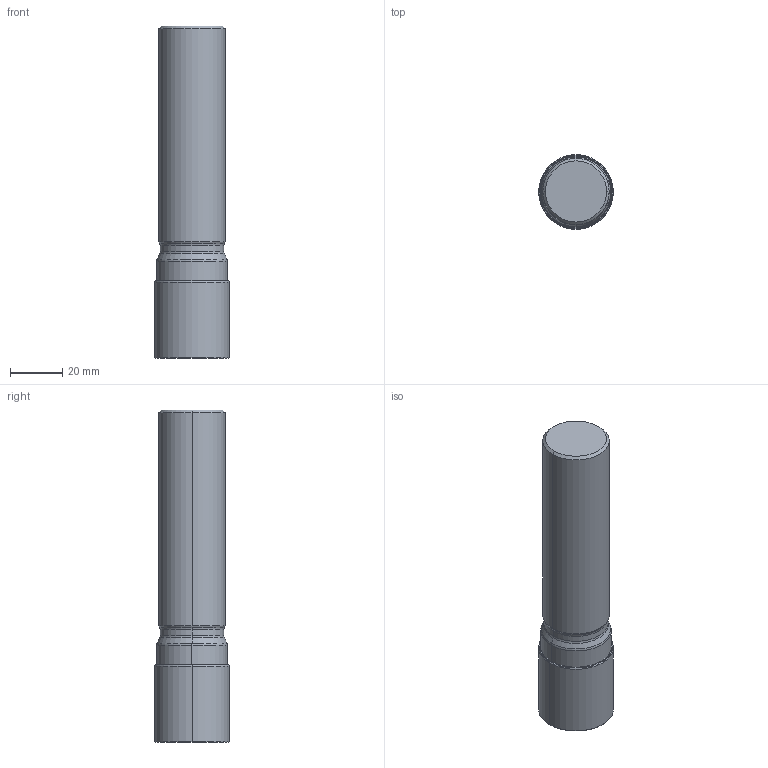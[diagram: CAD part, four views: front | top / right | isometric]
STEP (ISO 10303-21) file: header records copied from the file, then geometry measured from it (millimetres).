
FILE_DESCRIPTION(/* description */ (''),/* implementation_level */ '2;1');
FILE_NAME(/* name */ 'VPX200UR182FA16S1108_IR0_008.stp',/* time_stamp */ '2021-06-22T11:11:44+09:00',/* author */ (''),/* organization */ (''),/* preprocessor_version */ 'ST-DEVELOPER v16',/* originating_system */ 'SIEMENS PLM Software NX 10.0',/* authorisation */ '');
FILE_SCHEMA (('AUTOMOTIVE_DESIGN { 1 0 10303 214 3 1 1 1 }'));
Length unit declared in the file: millimetre
Products named in the file (1): VPX200UR182FA16S1108_IR0_008_ASM
Bounding box: 28.57 x 28.57 x 127 mm (x, y, z)
Volume: 74795.1 mm3; surface area: 16281.3 mm2
Topology: 2 solids, 2 shells, 75 faces, 171 edges, 125 vertices
Faces by surface type: revolution 36, torus 14, cone 12, cylinder 10, plane 3
Entity records: 2912 total; most frequent: CARTESIAN_POINT 1139, DIRECTION 345, ORIENTED_EDGE 296, EDGE_CURVE 148, AXIS2_PLACEMENT_3D 142, CIRCLE 92, B_SPLINE_CURVE_WITH_KNOTS 90, EDGE_LOOP 76
